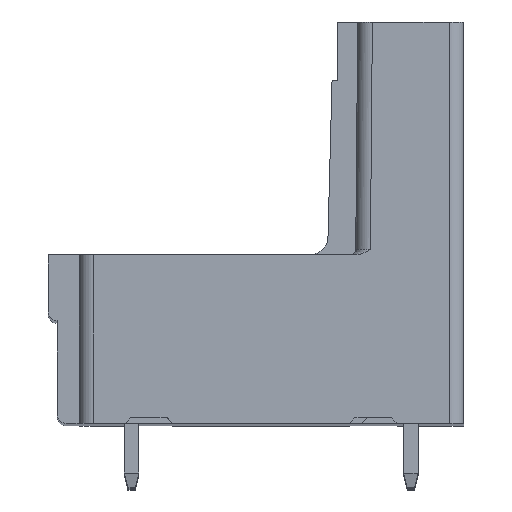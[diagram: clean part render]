
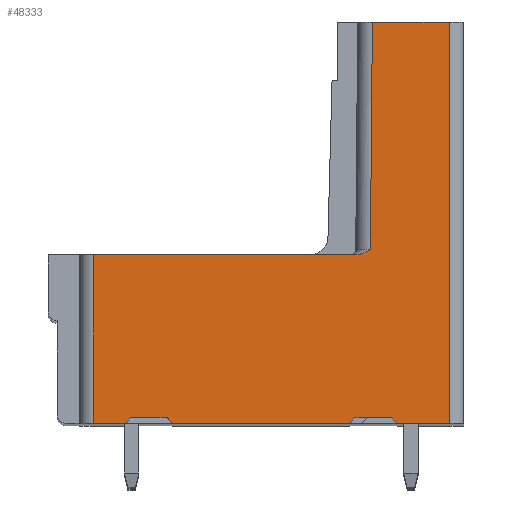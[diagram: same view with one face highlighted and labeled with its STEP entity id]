
A CAD part, top view. The second image highlights one B-rep face of the part: STEP entity #48333.
In plain terms, the highlighted planar face has unit normal (0, 0, 1).
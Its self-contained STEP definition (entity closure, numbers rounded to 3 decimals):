
#5123=DIRECTION('',(1.,0.,0.));
#5124=VECTOR('',#5123,2.85);
#5125=CARTESIAN_POINT('',(-3.644,0.,
-46.443));
#5126=LINE('',#5125,#5124);
#9813=CARTESIAN_POINT('',(-5.857,9.2,
-46.443));
#10132=DIRECTION('',(1.,0.,0.));
#10133=VECTOR('',#10132,2.);
#10134=CARTESIAN_POINT('',(-18.194,0.3,-46.443));
#10135=LINE('',#10134,#10133);
#10140=DIRECTION('',(1.,0.,0.));
#10141=VECTOR('',#10140,14.337);
#10142=CARTESIAN_POINT('',(-20.194,9.2,
-46.443));
#10143=LINE('',#10142,#10141);
#10144=CARTESIAN_POINT('',(-5.857,9.2,
-46.443));
#10145=CARTESIAN_POINT('',(-5.825,9.2,
-46.443));
#10146=CARTESIAN_POINT('',(-5.757,9.204,
-46.443));
#10147=CARTESIAN_POINT('',(-5.644,9.227,
-46.443));
#10148=CARTESIAN_POINT('',(-5.523,9.268,
-46.443));
#10149=CARTESIAN_POINT('',(-5.393,9.328,
-46.443));
#10150=CARTESIAN_POINT('',(-5.255,9.405,
-46.443));
#10151=CARTESIAN_POINT('',(-5.154,9.467,
-46.443));
#10152=CARTESIAN_POINT('',(-5.102,9.5,
-46.443));
#10154=DIRECTION('',(0.009,1.,0.));
#10155=VECTOR('',#10154,12.4);
#10156=CARTESIAN_POINT('',(-5.102,9.5,
-46.443));
#10157=LINE('',#10156,#10155);
#10158=DIRECTION('',(1.,0.,0.));
#10159=VECTOR('',#10158,4.2);
#10160=CARTESIAN_POINT('',(-4.994,21.9,-46.443));
#10161=LINE('',#10160,#10159);
#10162=DIRECTION('',(-0.707,0.707,0.));
#10163=VECTOR('',#10162,0.424);
#10164=CARTESIAN_POINT('',(-3.644,0.,
-46.443));
#10165=LINE('',#10164,#10163);
#10166=DIRECTION('',(-0.707,-0.707,0.));
#10167=VECTOR('',#10166,0.424);
#10168=CARTESIAN_POINT('',(-5.944,0.3,
-46.443));
#10169=LINE('',#10168,#10167);
#10170=DIRECTION('',(-1.,0.,0.));
#10171=VECTOR('',#10170,9.65);
#10172=CARTESIAN_POINT('',(-6.244,0.,
-46.443));
#10173=LINE('',#10172,#10171);
#10174=DIRECTION('',(-0.707,0.707,0.));
#10175=VECTOR('',#10174,0.424);
#10176=CARTESIAN_POINT('',(-15.894,0.,
-46.443));
#10177=LINE('',#10176,#10175);
#10178=DIRECTION('',(-0.707,-0.707,0.));
#10179=VECTOR('',#10178,0.424);
#10180=CARTESIAN_POINT('',(-18.194,0.3,-46.443));
#10181=LINE('',#10180,#10179);
#10182=DIRECTION('',(-1.,0.,0.));
#10183=VECTOR('',#10182,1.7);
#10184=CARTESIAN_POINT('',(-18.494,0.,
-46.443));
#10185=LINE('',#10184,#10183);
#10186=DIRECTION('',(0.,1.,0.));
#10187=VECTOR('',#10186,9.2);
#10188=CARTESIAN_POINT('',(-20.194,0.,
-46.443));
#10189=LINE('',#10188,#10187);
#11634=DIRECTION('',(1.,0.,0.));
#11635=VECTOR('',#11634,2.);
#11636=CARTESIAN_POINT('',(-5.944,0.3,
-46.443));
#11637=LINE('',#11636,#11635);
#19268=DIRECTION('',(0.,1.,0.));
#19269=VECTOR('',#19268,21.9);
#19270=CARTESIAN_POINT('',(-0.794,0.,
-46.443));
#19271=LINE('',#19270,#19269);
#27007=CARTESIAN_POINT('',(-0.794,21.9,-46.443));
#27008=VERTEX_POINT('',#27007);
#27009=CARTESIAN_POINT('',(-4.994,21.9,-46.443));
#27010=VERTEX_POINT('',#27009);
#27054=CARTESIAN_POINT('',(-20.194,0.,
-46.443));
#27055=VERTEX_POINT('',#27054);
#27056=CARTESIAN_POINT('',(-18.494,0.,
-46.443));
#27057=VERTEX_POINT('',#27056);
#27070=CARTESIAN_POINT('',(-15.894,0.,
-46.443));
#27071=VERTEX_POINT('',#27070);
#27072=CARTESIAN_POINT('',(-6.244,0.,
-46.443));
#27073=VERTEX_POINT('',#27072);
#27094=CARTESIAN_POINT('',(-3.644,0.,
-46.443));
#27095=VERTEX_POINT('',#27094);
#27096=CARTESIAN_POINT('',(-0.794,0.,
-46.443));
#27097=VERTEX_POINT('',#27096);
#27206=VERTEX_POINT('',#9813);
#27207=CARTESIAN_POINT('',(-20.194,9.2,
-46.443));
#27208=VERTEX_POINT('',#27207);
#27398=CARTESIAN_POINT('',(-16.194,0.3,
-46.443));
#27399=VERTEX_POINT('',#27398);
#27400=CARTESIAN_POINT('',(-18.194,0.3,-46.443));
#27401=VERTEX_POINT('',#27400);
#27402=VERTEX_POINT('',#10152);
#27403=CARTESIAN_POINT('',(-3.944,0.3,
-46.443));
#27404=VERTEX_POINT('',#27403);
#27405=CARTESIAN_POINT('',(-5.944,0.3,
-46.443));
#27406=VERTEX_POINT('',#27405);
#48303=CARTESIAN_POINT('',(-6.202,9.5,-46.443));
#48304=DIRECTION('',(0.,0.,1.));
#48305=DIRECTION('',(-1.,0.,0.));
#48306=AXIS2_PLACEMENT_3D('',#48303,#48304,#48305);
#48307=PLANE('',#48306);
#48308=ORIENTED_EDGE('',*,*,#47230,.T.);
#48310=ORIENTED_EDGE('',*,*,#48309,.T.);
#48312=ORIENTED_EDGE('',*,*,#48311,.T.);
#48314=ORIENTED_EDGE('',*,*,#48313,.T.);
#48316=ORIENTED_EDGE('',*,*,#48315,.F.);
#48317=ORIENTED_EDGE('',*,*,#40979,.F.);
#48319=ORIENTED_EDGE('',*,*,#48318,.T.);
#48321=ORIENTED_EDGE('',*,*,#48320,.F.);
#48323=ORIENTED_EDGE('',*,*,#48322,.T.);
#48324=ORIENTED_EDGE('',*,*,#40955,.T.);
#48325=ORIENTED_EDGE('',*,*,#48270,.T.);
#48326=ORIENTED_EDGE('',*,*,#48284,.F.);
#48327=ORIENTED_EDGE('',*,*,#48297,.T.);
#48328=ORIENTED_EDGE('',*,*,#40939,.T.);
#48330=ORIENTED_EDGE('',*,*,#48329,.T.);
#48331=EDGE_LOOP('',(#48308,#48310,#48312,#48314,#48316,#48317,#48319,#48321,
#48323,#48324,#48325,#48326,#48327,#48328,#48330));
#48332=FACE_OUTER_BOUND('',#48331,.F.);
#48333=ADVANCED_FACE('',(#48332),#48307,.T.);
#10153=B_SPLINE_CURVE_WITH_KNOTS('',3,(#10144,#10145,#10146,#10147,#10148,
#10149,#10150,#10151,#10152),.UNSPECIFIED.,.F.,.F.,(4,1,1,1,1,1,4),(0.,
0.167,0.333,0.5,0.667,0.833,
1.),.UNSPECIFIED.);
#40939=EDGE_CURVE('',#27057,#27055,#10185,.T.);
#40955=EDGE_CURVE('',#27073,#27071,#10173,.T.);
#40979=EDGE_CURVE('',#27095,#27097,#5126,.T.);
#47230=EDGE_CURVE('',#27208,#27206,#10143,.T.);
#48270=EDGE_CURVE('',#27071,#27399,#10177,.T.);
#48284=EDGE_CURVE('',#27401,#27399,#10135,.T.);
#48297=EDGE_CURVE('',#27401,#27057,#10181,.T.);
#48309=EDGE_CURVE('',#27206,#27402,#10153,.T.);
#48311=EDGE_CURVE('',#27402,#27010,#10157,.T.);
#48313=EDGE_CURVE('',#27010,#27008,#10161,.T.);
#48315=EDGE_CURVE('',#27097,#27008,#19271,.T.);
#48318=EDGE_CURVE('',#27095,#27404,#10165,.T.);
#48320=EDGE_CURVE('',#27406,#27404,#11637,.T.);
#48322=EDGE_CURVE('',#27406,#27073,#10169,.T.);
#48329=EDGE_CURVE('',#27055,#27208,#10189,.T.);
